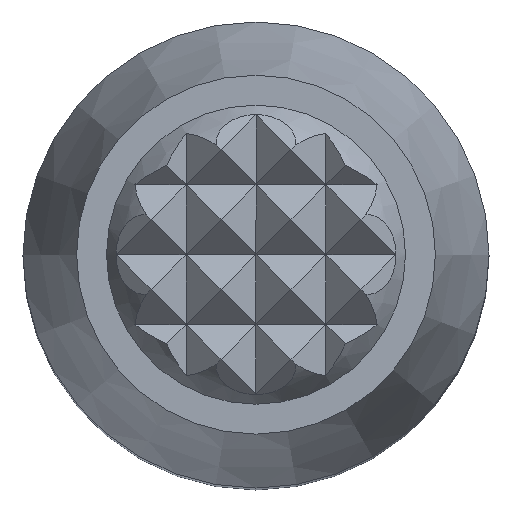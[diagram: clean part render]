
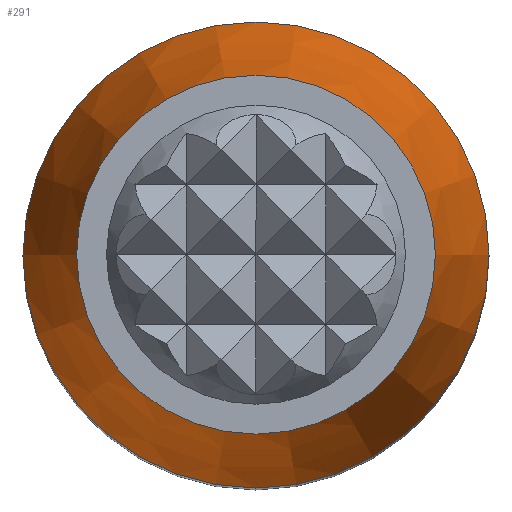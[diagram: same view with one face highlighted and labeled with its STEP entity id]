
A CAD part, top view. The second image highlights one B-rep face of the part: STEP entity #291.
In plain terms, the highlighted conical face has half-angle 14.34 degrees and reference radius 3.85 mm.
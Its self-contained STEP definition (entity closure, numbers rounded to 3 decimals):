
#291 = ADVANCED_FACE( '', ( #584, #585 ), #586, .T. );
#584 = FACE_OUTER_BOUND( '', #871, .T. );
#585 = FACE_BOUND( '', #872, .T. );
#586 = CONICAL_SURFACE( '', #873, 3.85, 0.25 );
#871 = EDGE_LOOP( '', ( #1568 ) );
#872 = EDGE_LOOP( '', ( #1569 ) );
#873 = AXIS2_PLACEMENT_3D( '', #1570, #1571, #1572 );
#1568 = ORIENTED_EDGE( '', *, *, #1783, .F. );
#1569 = ORIENTED_EDGE( '', *, *, #1785, .F. );
#1570 = CARTESIAN_POINT( '', ( 0., 0., 28.85 ) );
#1571 = DIRECTION( '', ( 0., 0., -1. ) );
#1572 = DIRECTION( '', ( -1., 0., 0. ) );
#1783 = EDGE_CURVE( '', #2131, #2131, #2132, .F. );
#1785 = EDGE_CURVE( '', #2134, #2134, #2135, .T. );
#2131 = VERTEX_POINT( '', #2579 );
#2132 = CIRCLE( '', #2580, 5. );
#2134 = VERTEX_POINT( '', #2582 );
#2135 = CIRCLE( '', #2583, 3.85 );
#2579 = CARTESIAN_POINT( '', ( 5., 0., 24.35 ) );
#2580 = AXIS2_PLACEMENT_3D( '', #2907, #2908, #2909 );
#2582 = CARTESIAN_POINT( '', ( 3.85, 0., 28.85 ) );
#2583 = AXIS2_PLACEMENT_3D( '', #2910, #2911, #2912 );
#2907 = CARTESIAN_POINT( '', ( 0., 0., 24.35 ) );
#2908 = DIRECTION( '', ( 0., 0., 1. ) );
#2909 = DIRECTION( '', ( 1., 0., 0. ) );
#2910 = CARTESIAN_POINT( '', ( 0., 0., 28.85 ) );
#2911 = DIRECTION( '', ( 0., 0., 1. ) );
#2912 = DIRECTION( '', ( 1., 0., 0. ) );
